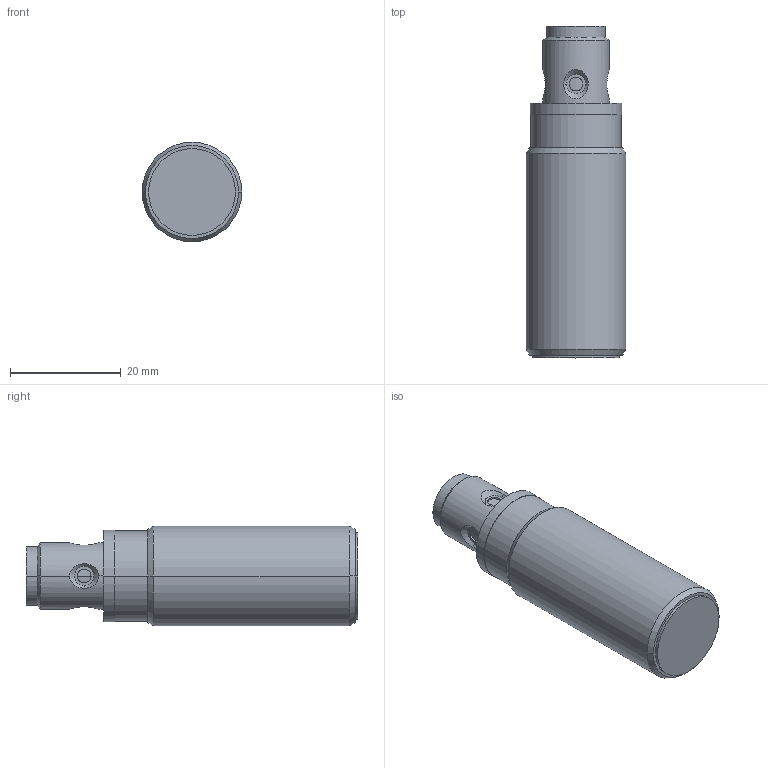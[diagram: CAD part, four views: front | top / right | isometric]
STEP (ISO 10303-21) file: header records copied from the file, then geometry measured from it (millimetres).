
FILE_DESCRIPTION((''),'2;1');
FILE_NAME('DM_CAD-2697_SW0001','2017-06-30T',('creinig-se'),(''),'PRO/ENGINEER BY PARAMETRIC TECHNOLOGY CORPORATION, 2015440','PRO/ENGINEER BY PARAMETRIC TECHNOLOGY CORPORATION, 2015440','');
FILE_SCHEMA(('CONFIG_CONTROL_DESIGN'));
Length unit declared in the file: millimetre
Products named in the file (1): DM_CAD-2697_SW0001
Bounding box: 18 x 60 x 18 mm (x, y, z)
Volume: 12069.8 mm3; surface area: 4806 mm2
Topology: 4 solids, 4 shells, 200 faces, 568 edges, 414 vertices
Faces by surface type: cylinder 75, plane 45, bspline 32, cone 26, sphere 22
Entity records: 9942 total; most frequent: CARTESIAN_POINT 3570, ORIENTED_EDGE 990, DIRECTION 941, EDGE_CURVE 495, AXIS2_PLACEMENT_3D 373, VERTEX_POINT 312, PRESENTATION_STYLE_ASSIGNMENT 252, STYLED_ITEM 252
